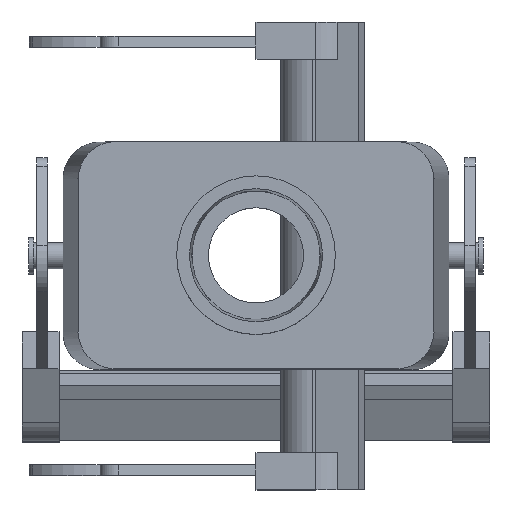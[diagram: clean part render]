
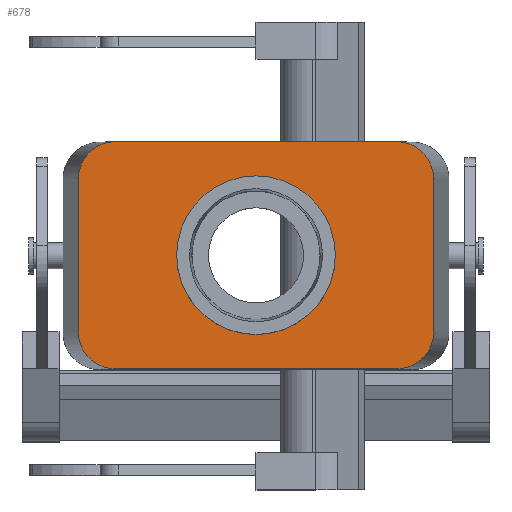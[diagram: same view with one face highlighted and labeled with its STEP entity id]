
A CAD part, top view. The second image highlights one B-rep face of the part: STEP entity #678.
In plain terms, the highlighted planar face has unit normal (0, 0, 1).
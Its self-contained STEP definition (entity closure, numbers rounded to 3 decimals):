
#678 = ADVANCED_FACE( '', ( #1386, #1387 ), #1388, .T. );
#1386 = FACE_BOUND( '', #2104, .T. );
#1387 = FACE_OUTER_BOUND( '', #2105, .T. );
#1388 = PLANE( '', #2106 );
#2104 = EDGE_LOOP( '', ( #4056 ) );
#2105 = EDGE_LOOP( '', ( #4057, #4058, #4059, #4060, #4061, #4062, #4063, #4064 ) );
#2106 = AXIS2_PLACEMENT_3D( '', #4065, #4066, #4067 );
#4056 = ORIENTED_EDGE( '', *, *, #4643, .F. );
#4057 = ORIENTED_EDGE( '', *, *, #4408, .T. );
#4058 = ORIENTED_EDGE( '', *, *, #4241, .T. );
#4059 = ORIENTED_EDGE( '', *, *, #4790, .F. );
#4060 = ORIENTED_EDGE( '', *, *, #4636, .F. );
#4061 = ORIENTED_EDGE( '', *, *, #4506, .T. );
#4062 = ORIENTED_EDGE( '', *, *, #4934, .F. );
#4063 = ORIENTED_EDGE( '', *, *, #4605, .F. );
#4064 = ORIENTED_EDGE( '', *, *, #4926, .T. );
#4065 = CARTESIAN_POINT( '', ( -33.6, 0., 72. ) );
#4066 = DIRECTION( '', ( 0., 0., 1. ) );
#4067 = DIRECTION( '', ( 1., 0., 0. ) );
#4241 = EDGE_CURVE( '', #5036, #5041, #5043, .T. );
#4408 = EDGE_CURVE( '', #5332, #5036, #5333, .T. );
#4506 = EDGE_CURVE( '', #5489, #5487, #5490, .T. );
#4605 = EDGE_CURVE( '', #5634, #5625, #5636, .T. );
#4636 = EDGE_CURVE( '', #5489, #5679, #5682, .T. );
#4643 = EDGE_CURVE( '', #5693, #5693, #5694, .T. );
#4790 = EDGE_CURVE( '', #5679, #5041, #5888, .T. );
#4926 = EDGE_CURVE( '', #5634, #5332, #6042, .T. );
#4934 = EDGE_CURVE( '', #5625, #5487, #6051, .T. );
#5036 = VERTEX_POINT( '', #6210 );
#5041 = VERTEX_POINT( '', #6217 );
#5043 = LINE( '', #6220, #6221 );
#5332 = VERTEX_POINT( '', #6723 );
#5333 = ELLIPSE( '', #6724, 7.011, 7. );
#5487 = VERTEX_POINT( '', #6956 );
#5489 = VERTEX_POINT( '', #6959 );
#5490 = ELLIPSE( '', #6960, 7.011, 7. );
#5625 = VERTEX_POINT( '', #7154 );
#5634 = VERTEX_POINT( '', #7169 );
#5636 = ELLIPSE( '', #7172, 7.011, 7. );
#5679 = VERTEX_POINT( '', #7232 );
#5682 = LINE( '', #7237, #7238 );
#5693 = VERTEX_POINT( '', #7251 );
#5694 = CIRCLE( '', #7252, 15. );
#5888 = ELLIPSE( '', #7525, 7.011, 7. );
#6042 = LINE( '', #7751, #7752 );
#6051 = LINE( '', #7763, #7764 );
#6210 = CARTESIAN_POINT( '', ( -26.589, -21.5, 72. ) );
#6217 = CARTESIAN_POINT( '', ( 26.589, -21.5, 72. ) );
#6220 = CARTESIAN_POINT( '', ( -33.6, -21.5, 72. ) );
#6221 = VECTOR( '', #7824, 1000. );
#6723 = CARTESIAN_POINT( '', ( -33.6, -14.5, 72. ) );
#6724 = AXIS2_PLACEMENT_3D( '', #7999, #8000, #8001 );
#6956 = CARTESIAN_POINT( '', ( 26.589, 21.5, 72. ) );
#6959 = CARTESIAN_POINT( '', ( 33.6, 14.5, 72. ) );
#6960 = AXIS2_PLACEMENT_3D( '', #8107, #8108, #8109 );
#7154 = CARTESIAN_POINT( '', ( -26.589, 21.5, 72. ) );
#7169 = CARTESIAN_POINT( '', ( -33.6, 14.5, 72. ) );
#7172 = AXIS2_PLACEMENT_3D( '', #8206, #8207, #8208 );
#7232 = CARTESIAN_POINT( '', ( 33.6, -14.5, 72. ) );
#7237 = CARTESIAN_POINT( '', ( 33.6, 0., 72. ) );
#7238 = VECTOR( '', #8240, 1000. );
#7251 = CARTESIAN_POINT( '', ( 15., 0., 72. ) );
#7252 = AXIS2_PLACEMENT_3D( '', #8249, #8250, #8251 );
#7525 = AXIS2_PLACEMENT_3D( '', #8409, #8410, #8411 );
#7751 = CARTESIAN_POINT( '', ( -33.6, 0., 72. ) );
#7752 = VECTOR( '', #8505, 1000. );
#7763 = CARTESIAN_POINT( '', ( -33.6, 21.5, 72. ) );
#7764 = VECTOR( '', #8508, 1000. );
#7824 = DIRECTION( '', ( 1., 0., 0. ) );
#7999 = CARTESIAN_POINT( '', ( -26.589, -14.5, 72. ) );
#8000 = DIRECTION( '', ( 0., 0., 1. ) );
#8001 = DIRECTION( '', ( -1., 0., 0. ) );
#8107 = CARTESIAN_POINT( '', ( 26.589, 14.5, 72. ) );
#8108 = DIRECTION( '', ( 0., 0., 1. ) );
#8109 = DIRECTION( '', ( 1., 0., 0. ) );
#8206 = CARTESIAN_POINT( '', ( -26.589, 14.5, 72. ) );
#8207 = DIRECTION( '', ( 0., 0., -1. ) );
#8208 = DIRECTION( '', ( -1., 0., 0. ) );
#8240 = DIRECTION( '', ( 0., -1., 0. ) );
#8249 = CARTESIAN_POINT( '', ( 0., 0., 72. ) );
#8250 = DIRECTION( '', ( 0., 0., 1. ) );
#8251 = DIRECTION( '', ( 1., 0., 0. ) );
#8409 = CARTESIAN_POINT( '', ( 26.589, -14.5, 72. ) );
#8410 = DIRECTION( '', ( 0., 0., -1. ) );
#8411 = DIRECTION( '', ( 1., 0., 0. ) );
#8505 = DIRECTION( '', ( 0., -1., 0. ) );
#8508 = DIRECTION( '', ( 1., 0., 0. ) );
